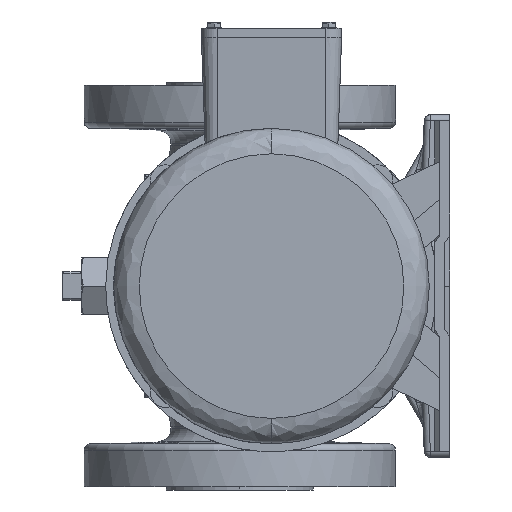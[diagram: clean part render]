
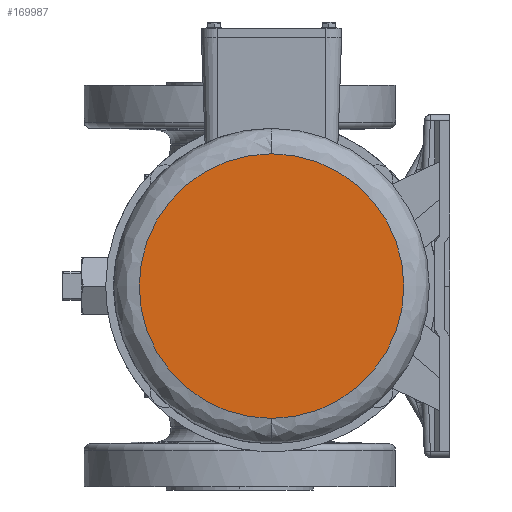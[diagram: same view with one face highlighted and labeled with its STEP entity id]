
A CAD part, left-side view. The second image highlights one B-rep face of the part: STEP entity #169987.
In plain terms, the highlighted free-form (B-spline) face has degree [1, 1] with [4, 2] control points.
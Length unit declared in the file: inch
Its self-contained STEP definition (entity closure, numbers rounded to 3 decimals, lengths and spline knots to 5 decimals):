
#14780 = EDGE_CURVE ( 'NONE', #57770, #192160, #31729, .T. ) ;
#31729 = CIRCLE ( 'NONE', #84202, 2.595 ) ;
#39193 = CARTESIAN_POINT ( 'NONE',  ( -21.48, -2.6371, -2.64364 ) ) ;
#40247 = CARTESIAN_POINT ( 'NONE',  ( -21.48, -0.00177, -2.59677 ) ) ;
#42626 = ORIENTED_EDGE ( 'NONE', *, *, #128392, .F. ) ;
#54284 = DIRECTION ( 'NONE',  ( 1., 0., 0. ) ) ;
#57770 = VERTEX_POINT ( 'NONE', #299657 ) ;
#60451 = CARTESIAN_POINT ( 'NONE',  ( -21.48, -2.59677, 2.62447 ) ) ;
#61555 = CARTESIAN_POINT ( 'NONE',  ( -21.48, -2.59677, -2.64364 ) ) ;
#63772 = CARTESIAN_POINT ( 'NONE',  ( -21.48, 2.65979, 2.62447 ) ) ;
#68677 = EDGE_LOOP ( 'NONE', ( #250339, #42626 ) ) ;
#84202 = AXIS2_PLACEMENT_3D ( 'NONE', #303549, #153437, #331617 ) ;
#86095 = CARTESIAN_POINT ( 'NONE',  ( -21.48, 2.65979, -2.64364 ) ) ;
#109734 = CIRCLE ( 'NONE', #314695, 2.595 ) ;
#125392 = B_SPLINE_SURFACE_WITH_KNOTS ( 'NONE', 1, 1, ( 
 ( #241797, #39193 ),
 ( #60451, #61555 ),
 ( #239561, #217204 ),
 ( #63772, #86095 ) ),
 .UNSPECIFIED., .F., .F., .F.,
 ( 2, 1, 1, 2 ),
 ( 2, 2 ),
 ( -0.00777, 0., 1., 1.01282 ),
 ( 0., 1. ),
 .UNSPECIFIED. ) ;
#128392 = EDGE_CURVE ( 'NONE', #192160, #57770, #109734, .T. ) ;
#153437 = DIRECTION ( 'NONE',  ( 1., 0., 0. ) ) ;
#157217 = DIRECTION ( 'NONE',  ( 0., 0., 1. ) ) ;
#169987 = ADVANCED_FACE ( 'NONE', ( #225395 ), #125392, .T. ) ;
#192160 = VERTEX_POINT ( 'NONE', #40247 ) ;
#208791 = CARTESIAN_POINT ( 'NONE',  ( -21.48, -0.00177, -0.00177 ) ) ;
#217204 = CARTESIAN_POINT ( 'NONE',  ( -21.48, 2.59323, -2.64364 ) ) ;
#225395 = FACE_OUTER_BOUND ( 'NONE', #68677, .T. ) ;
#239561 = CARTESIAN_POINT ( 'NONE',  ( -21.48, 2.59323, 2.62447 ) ) ;
#241797 = CARTESIAN_POINT ( 'NONE',  ( -21.48, -2.6371, 2.62447 ) ) ;
#250339 = ORIENTED_EDGE ( 'NONE', *, *, #14780, .F. ) ;
#299657 = CARTESIAN_POINT ( 'NONE',  ( -21.48, -0.00177, 2.59323 ) ) ;
#303549 = CARTESIAN_POINT ( 'NONE',  ( -21.48, -0.00177, -0.00177 ) ) ;
#314695 = AXIS2_PLACEMENT_3D ( 'NONE', #208791, #54284, #157217 ) ;
#331617 = DIRECTION ( 'NONE',  ( 0., 0., 1. ) ) ;
